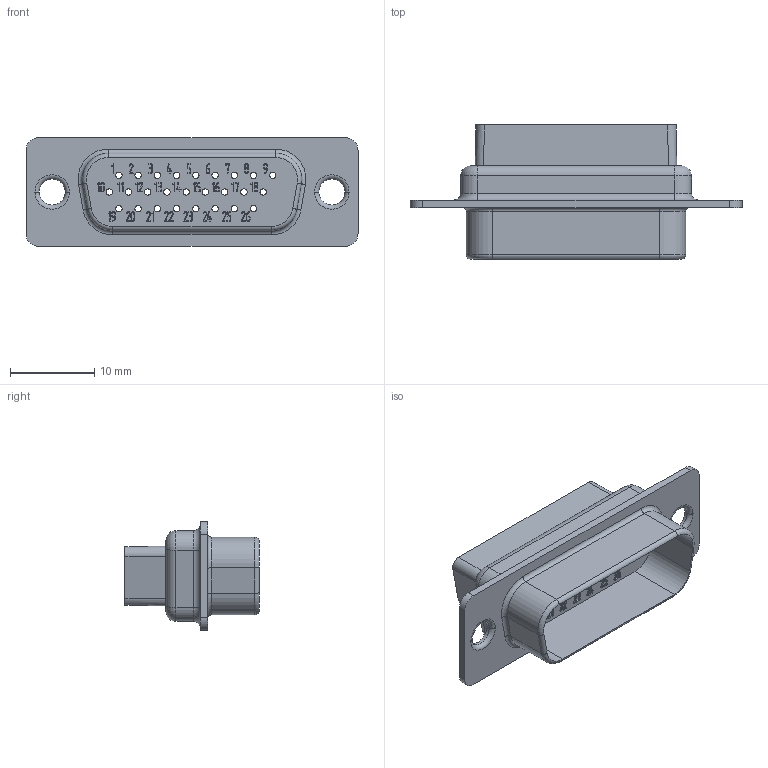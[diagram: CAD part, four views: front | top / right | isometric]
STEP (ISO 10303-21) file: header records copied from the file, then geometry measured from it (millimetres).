
FILE_DESCRIPTION(('Creo Elements/Direct Modeling STEP Export'),'2;1');
FILE_NAME('model.stp','2019-08-12T13:36:24',(''),(''),'Creo Elements/Direct Modeling STEP processor for AP214 (Solid Model)','Creo Elements/Direct Modeling 20.1A 29-Sep-2018 (C) Parametric Technology GmbH','');
FILE_SCHEMA(('AUTOMOTIVE_DESIGN { 1 0 10303 214 1 1 1 1 }'));
Length unit declared in the file: millimetre
Products named in the file (2): VS-15-ST-DSUB-HD-CD-B
Assembly tree (1 placements, depth 2):
  VS-15-ST-DSUB-HD-CD-B
    VS-15-ST-DSUB-HD-CD-B
Bounding box: 39.52 x 15.97 x 12.93 mm (x, y, z)
Volume: 2101.8 mm3; surface area: 3344.3 mm2
Topology: 1 solids, 1 shells, 933 faces, 2452 edges, 1622 vertices
Faces by surface type: plane 445, cylinder 441, extrusion 27, torus 20
Entity records: 36305 total; most frequent: CARTESIAN_POINT 5345, ORIENTED_EDGE 4904, DIRECTION 4882, EDGE_CURVE 2452, AXIS2_PLACEMENT_3D 1682, VERTEX_POINT 1622, VECTOR 1518, LINE 1491
